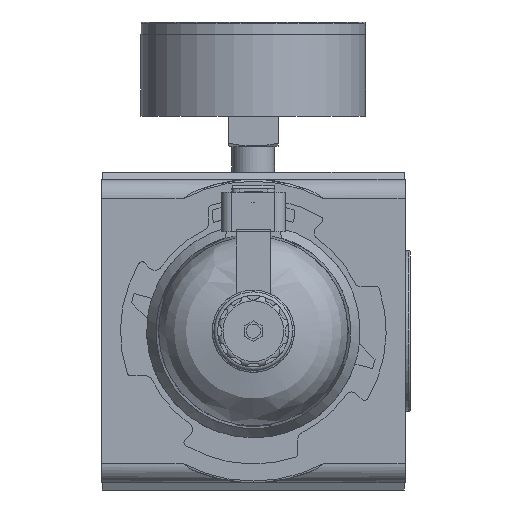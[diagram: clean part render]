
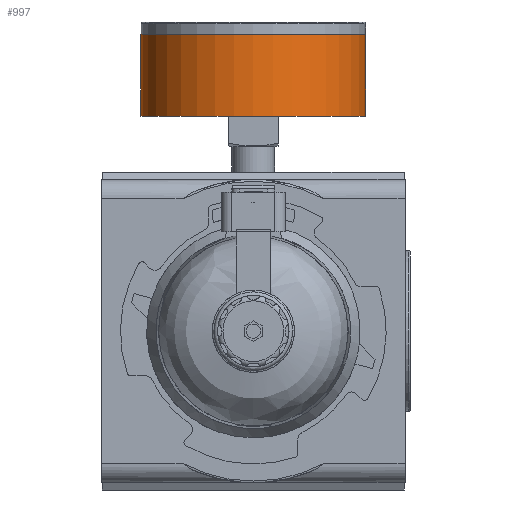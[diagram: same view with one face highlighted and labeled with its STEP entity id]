
A CAD part, front view. The second image highlights one B-rep face of the part: STEP entity #997.
In plain terms, the highlighted cylindrical face has radius 31.5 mm (diameter 63 mm), a full revolution.
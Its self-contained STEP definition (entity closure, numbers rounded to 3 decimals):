
#997 = ADVANCED_FACE( '', ( #2510, #2511 ), #2512, .T. );
#2510 = FACE_OUTER_BOUND( '', #4152, .T. );
#2511 = FACE_OUTER_BOUND( '', #4153, .T. );
#2512 = CYLINDRICAL_SURFACE( '', #4154, 31.5 );
#4152 = EDGE_LOOP( '', ( #9585 ) );
#4153 = EDGE_LOOP( '', ( #9586 ) );
#4154 = AXIS2_PLACEMENT_3D( '', #9587, #9588, #9589 );
#9585 = ORIENTED_EDGE( '', *, *, #11387, .F. );
#9586 = ORIENTED_EDGE( '', *, *, #11385, .T. );
#9587 = CARTESIAN_POINT( '', ( -8.5, 0., 0. ) );
#9588 = DIRECTION( '', ( -1., 0., 0. ) );
#9589 = DIRECTION( '', ( 0., 0., -1. ) );
#11385 = EDGE_CURVE( '', #14233, #14233, #14234, .T. );
#11387 = EDGE_CURVE( '', #14236, #14236, #14237, .T. );
#14233 = VERTEX_POINT( '', #19055 );
#14234 = CIRCLE( '', #19056, 31.5 );
#14236 = VERTEX_POINT( '', #19059 );
#14237 = CIRCLE( '', #19060, 31.5 );
#19055 = CARTESIAN_POINT( '', ( 0., 0., -31.5 ) );
#19056 = AXIS2_PLACEMENT_3D( '', #21833, #21834, #21835 );
#19059 = CARTESIAN_POINT( '', ( 22.9, 0., -31.5 ) );
#19060 = AXIS2_PLACEMENT_3D( '', #21837, #21838, #21839 );
#21833 = CARTESIAN_POINT( '', ( 0., 0., 0. ) );
#21834 = DIRECTION( '', ( 1., 0., 0. ) );
#21835 = DIRECTION( '', ( 0., 0., -1. ) );
#21837 = CARTESIAN_POINT( '', ( 22.9, 0., 0. ) );
#21838 = DIRECTION( '', ( 1., 0., 0. ) );
#21839 = DIRECTION( '', ( 0., 0., -1. ) );
